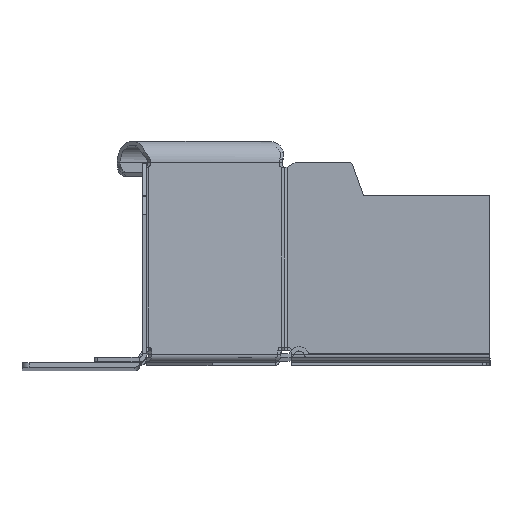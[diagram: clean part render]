
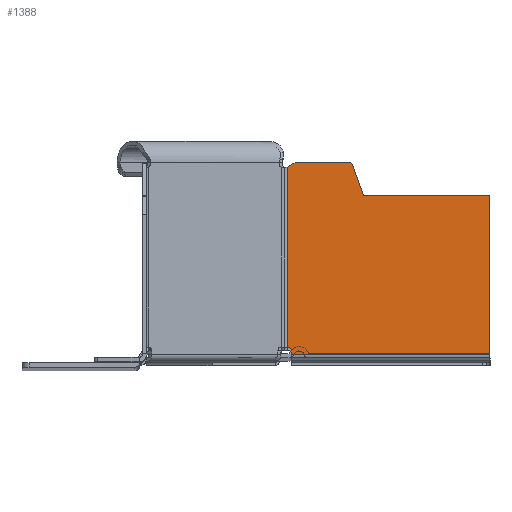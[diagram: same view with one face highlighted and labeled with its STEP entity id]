
A CAD part, top view. The second image highlights one B-rep face of the part: STEP entity #1388.
In plain terms, the highlighted face is planar.
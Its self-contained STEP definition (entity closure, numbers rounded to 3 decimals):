
#74=CARTESIAN_POINT('',(-15.291,55.709,28.291));
#109=DIRECTION('',(0.707,0.,-0.707));
#110=VECTOR('',#109,36.042);
#111=CARTESIAN_POINT('',(-56.189,47.5,69.189));
#112=LINE('',#111,#110);
#113=CARTESIAN_POINT('',(-15.456,3.25,28.456));
#114=DIRECTION('',(0.707,0.,0.707));
#115=DIRECTION('',(0.,1.,0.));
#116=AXIS2_PLACEMENT_3D('',#113,#114,#115);
#118=DIRECTION('',(-0.707,0.,0.707));
#119=VECTOR('',#118,0.231);
#120=CARTESIAN_POINT('',(-15.293,4.25,28.293));
#121=LINE('',#120,#119);
#122=DIRECTION('',(0.612,-0.5,-0.612));
#123=VECTOR('',#122,2.58);
#124=CARTESIAN_POINT('',(-16.871,57.,29.871));
#125=LINE('',#124,#123);
#126=CARTESIAN_POINT('',(-28.011,56.5,41.011));
#127=DIRECTION('',(-0.707,0.,-0.707));
#128=DIRECTION('',(-0.664,0.342,0.664));
#129=AXIS2_PLACEMENT_3D('',#126,#127,#128);
#139=DIRECTION('',(0.242,0.94,-0.242));
#140=VECTOR('',#139,9.76);
#141=CARTESIAN_POINT('',(-30.703,47.5,43.703));
#142=LINE('',#141,#140);
#151=DIRECTION('',(-0.707,0.,0.707));
#152=VECTOR('',#151,15.754);
#153=CARTESIAN_POINT('',(-16.871,57.,29.871));
#154=LINE('',#153,#152);
#181=DIRECTION('',(0.,1.,0.));
#182=VECTOR('',#181,45.25);
#183=CARTESIAN_POINT('',(-56.189,2.25,69.189));
#184=LINE('',#183,#182);
#203=DIRECTION('',(0.002,1.,-0.002));
#204=VECTOR('',#203,1.);
#205=CARTESIAN_POINT('',(-16.165,2.25,29.165));
#206=LINE('',#205,#204);
#314=DIRECTION('',(0.,1.,0.));
#315=VECTOR('',#314,51.459);
#316=CARTESIAN_POINT('',(-15.293,4.25,28.293));
#317=LINE('',#316,#315);
#819=DIRECTION('',(0.707,0.,-0.707));
#820=VECTOR('',#819,56.602);
#821=CARTESIAN_POINT('',(-56.189,2.25,69.189));
#822=LINE('',#821,#820);
#911=CARTESIAN_POINT('',(-16.871,57.,29.871));
#912=VERTEX_POINT('',#911);
#913=CARTESIAN_POINT('',(-28.011,57.,41.011));
#914=VERTEX_POINT('',#913);
#1047=VERTEX_POINT('',#74);
#1051=CARTESIAN_POINT('',(-15.293,4.25,28.293));
#1052=VERTEX_POINT('',#1051);
#1053=CARTESIAN_POINT('',(-15.456,4.25,28.456));
#1054=VERTEX_POINT('',#1053);
#1055=CARTESIAN_POINT('',(-16.163,3.25,29.163));
#1056=VERTEX_POINT('',#1055);
#1086=CARTESIAN_POINT('',(-16.167,2.25,29.167));
#1088=VERTEX_POINT('',#1086);
#1089=CARTESIAN_POINT('',(-56.189,2.25,69.189));
#1090=VERTEX_POINT('',#1089);
#1097=CARTESIAN_POINT('',(-28.343,56.671,41.343));
#1098=VERTEX_POINT('',#1097);
#1099=CARTESIAN_POINT('',(-56.189,47.5,69.189));
#1101=VERTEX_POINT('',#1099);
#1104=CARTESIAN_POINT('',(-30.703,47.5,43.703));
#1106=VERTEX_POINT('',#1104);
#1361=CARTESIAN_POINT('',(-56.189,2.25,69.189));
#1362=DIRECTION('',(-0.707,0.,-0.707));
#1363=DIRECTION('',(-0.707,0.,0.707));
#1364=AXIS2_PLACEMENT_3D('',#1361,#1362,#1363);
#1365=PLANE('',#1364);
#1367=ORIENTED_EDGE('',*,*,#1366,.F.);
#1368=ORIENTED_EDGE('',*,*,#1351,.F.);
#1370=ORIENTED_EDGE('',*,*,#1369,.F.);
#1372=ORIENTED_EDGE('',*,*,#1371,.T.);
#1374=ORIENTED_EDGE('',*,*,#1373,.T.);
#1376=ORIENTED_EDGE('',*,*,#1375,.F.);
#1378=ORIENTED_EDGE('',*,*,#1377,.F.);
#1380=ORIENTED_EDGE('',*,*,#1379,.T.);
#1381=ORIENTED_EDGE('',*,*,#1312,.F.);
#1383=ORIENTED_EDGE('',*,*,#1382,.T.);
#1385=ORIENTED_EDGE('',*,*,#1384,.F.);
#1386=EDGE_LOOP('',(#1367,#1368,#1370,#1372,#1374,#1376,#1378,#1380,#1381,#1383,
#1385));
#1387=FACE_OUTER_BOUND('',#1386,.F.);
#1388=ADVANCED_FACE('',(#1387),#1365,.T.);
#117=CIRCLE('',#116,1.);
#130=CIRCLE('',#129,0.5);
#1312=EDGE_CURVE('',#912,#1047,#125,.T.);
#1351=EDGE_CURVE('',#1101,#1106,#112,.T.);
#1366=EDGE_CURVE('',#1106,#1098,#142,.T.);
#1369=EDGE_CURVE('',#1090,#1101,#184,.T.);
#1371=EDGE_CURVE('',#1090,#1088,#822,.T.);
#1373=EDGE_CURVE('',#1088,#1056,#206,.T.);
#1375=EDGE_CURVE('',#1054,#1056,#117,.T.);
#1377=EDGE_CURVE('',#1052,#1054,#121,.T.);
#1379=EDGE_CURVE('',#1052,#1047,#317,.T.);
#1382=EDGE_CURVE('',#912,#914,#154,.T.);
#1384=EDGE_CURVE('',#1098,#914,#130,.T.);
